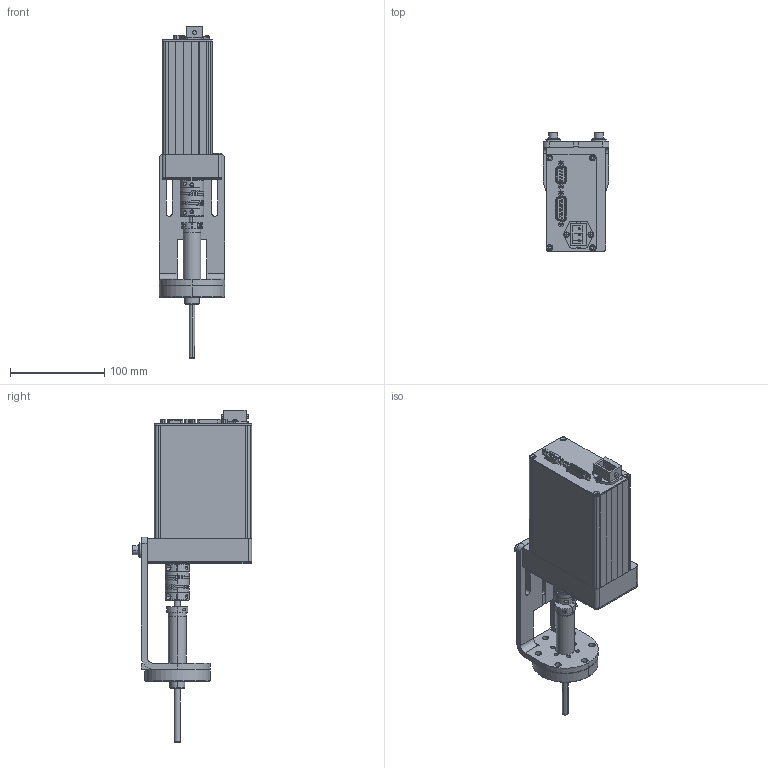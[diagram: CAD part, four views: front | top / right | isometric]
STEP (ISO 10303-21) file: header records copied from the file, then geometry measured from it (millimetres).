
FILE_DESCRIPTION (( 'STEP AP214' ), '1' );
FILE_NAME ('MOTORIZED_CRUCIBLE_AUTO_INDEXER_2.75_O.D._CF_FLANGE.STEP', '2024-07-29T15:21:13', ( '' ), ( '' ), 'SwSTEP 2.0', 'SolidWorks 2023', '' );
FILE_SCHEMA (( 'AUTOMOTIVE_DESIGN' ));
Length unit declared in the file: inch
Products named in the file (1): MOTORIZED_CRUCIBLE_AUTO_INDEXER_2.75_O.D._CF_FLANGE
Bounding box: 69.85 x 126.36 x 351.65 mm (x, y, z)
Surface area: 157791.8 mm2 (no closed solid volume)
Topology: 0 solids, 64 shells, 711 faces, 2359 edges, 1646 vertices
Faces by surface type: plane 256, cylinder 255, bspline 124, cone 68, torus 8
Entity records: 33655 total; most frequent: CARTESIAN_POINT 14304, ORIENTED_EDGE 3737, DIRECTION 3703, EDGE_CURVE 2332, VERTEX_POINT 1646, AXIS2_PLACEMENT_3D 1266, VECTOR 1171, LINE 1171
